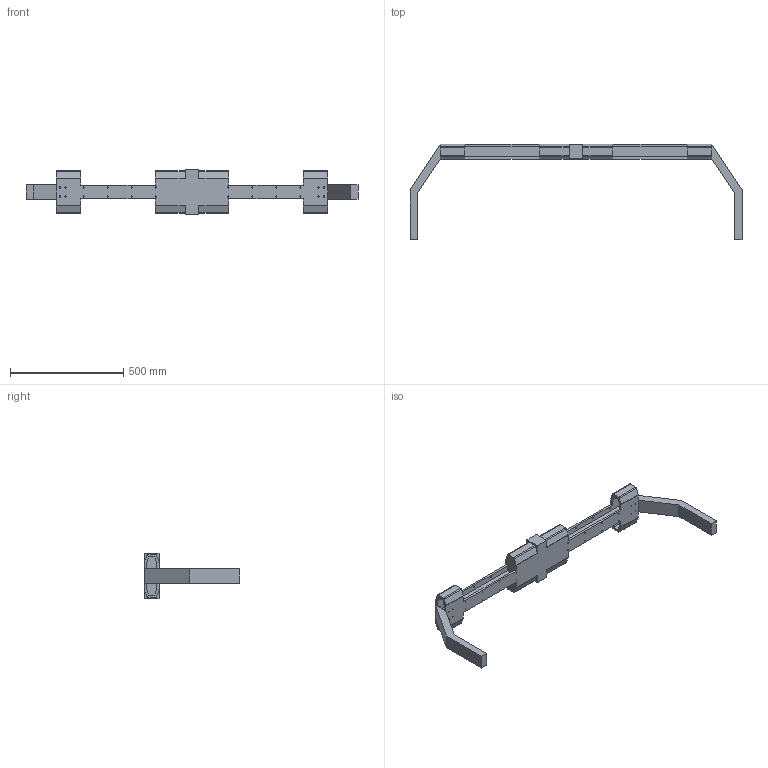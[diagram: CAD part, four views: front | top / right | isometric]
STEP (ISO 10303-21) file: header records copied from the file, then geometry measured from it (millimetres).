
FILE_DESCRIPTION (( 'STEP AP214' ), '1' );
FILE_NAME ('perfil_puente.STEP', '2024-02-19T21:29:05', ( '' ), ( '' ), 'SwSTEP 2.0', 'SolidWorks 2024', '' );
FILE_SCHEMA (( 'AUTOMOTIVE_DESIGN' ));
Length unit declared in the file: millimetre
Products named in the file (1): perfil_puente_Predeterminado
Bounding box: 1465 x 420.41 x 200 mm (x, y, z)
Volume: 7643679.1 mm3; surface area: 798275.1 mm2
Topology: 1 solids, 1 shells, 238 faces, 726 edges, 480 vertices
Faces by surface type: cylinder 140, plane 98
Entity records: 8453 total; most frequent: DIRECTION 1492, ORIENTED_EDGE 1452, CARTESIAN_POINT 1445, EDGE_CURVE 726, AXIS2_PLACEMENT_3D 527, VERTEX_POINT 480, LINE 438, VECTOR 438
